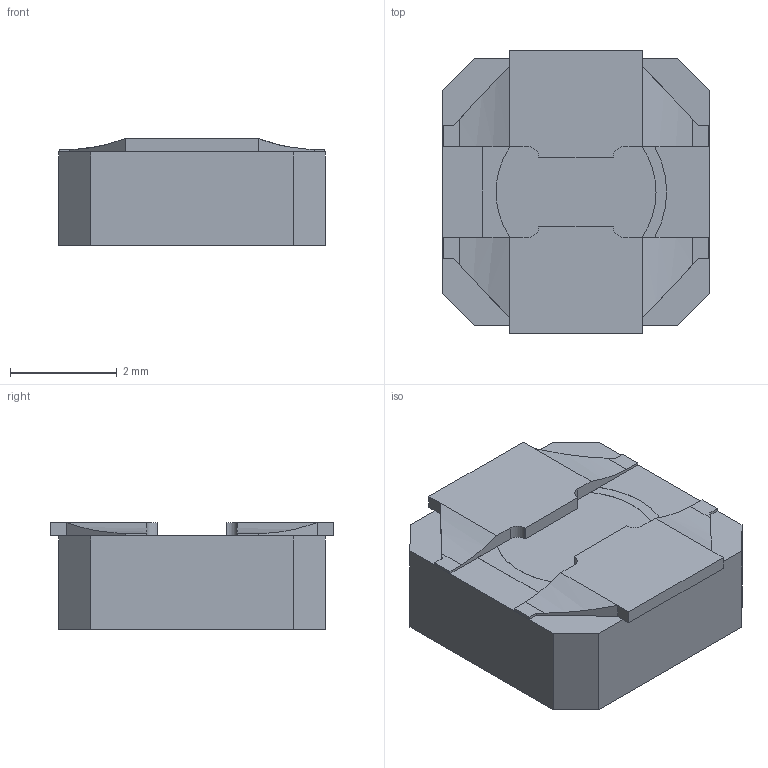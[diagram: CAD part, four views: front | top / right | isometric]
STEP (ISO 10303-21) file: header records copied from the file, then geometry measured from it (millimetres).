
FILE_DESCRIPTION (( 'STEP AP214' ), '1' );
FILE_NAME ('VLCF5020T-220MR58.STEP', '2022-09-08T12:50:29', ( '' ), ( '' ), 'SwSTEP 2.0', 'SolidWorks 2018', '' );
FILE_SCHEMA (( 'AUTOMOTIVE_DESIGN' ));
Length unit declared in the file: millimetre
Products named in the file (1): VLCF5020T-220MR58
Bounding box: 5 x 5.3 x 2 mm (x, y, z)
Volume: 45.4 mm3; surface area: 113.5 mm2
Topology: 3 solids, 3 shells, 79 faces, 200 edges, 132 vertices
Faces by surface type: plane 59, cylinder 20
Entity records: 3279 total; most frequent: CARTESIAN_POINT 424, ORIENTED_EDGE 400, DIRECTION 392, EDGE_CURVE 200, LINE 160, VECTOR 160, VERTEX_POINT 132, AXIS2_PLACEMENT_3D 116
